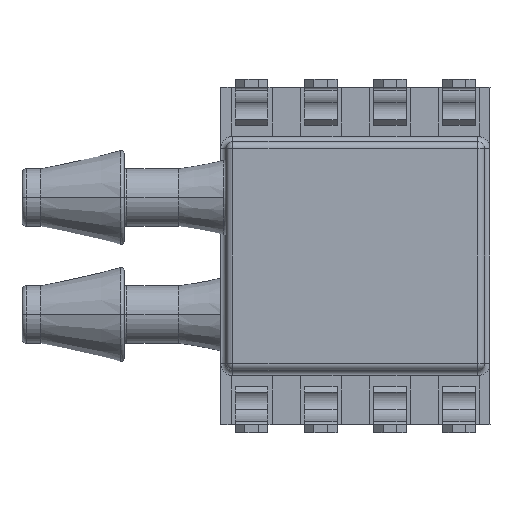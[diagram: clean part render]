
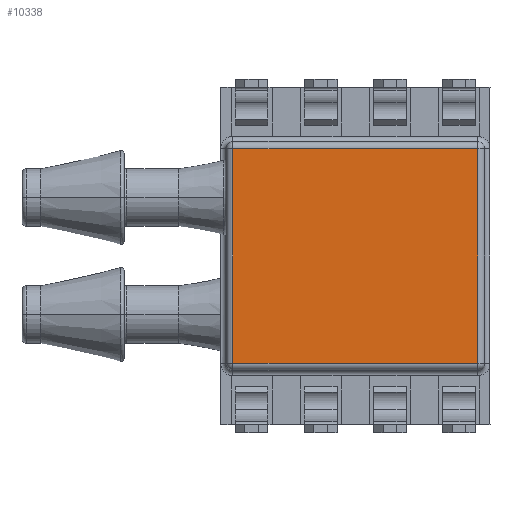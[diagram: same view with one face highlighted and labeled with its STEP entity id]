
A CAD part, front view. The second image highlights one B-rep face of the part: STEP entity #10338.
In plain terms, the highlighted planar face has unit normal (0, -1, 0).
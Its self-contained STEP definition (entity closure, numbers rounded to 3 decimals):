
#1773=DIRECTION('',(1.,0.,0.));
#1774=VECTOR('',#1773,9.);
#1775=CARTESIAN_POINT('',(-4.5,1.8,3.95));
#1776=LINE('',#1775,#1774);
#1780=DIRECTION('',(0.,0.,-1.));
#1781=VECTOR('',#1780,7.9);
#1782=CARTESIAN_POINT('',(4.5,1.8,3.95));
#1783=LINE('',#1782,#1781);
#1787=DIRECTION('',(-1.,0.,0.));
#1788=VECTOR('',#1787,9.);
#1789=CARTESIAN_POINT('',(4.5,1.8,-3.95));
#1790=LINE('',#1789,#1788);
#1794=DIRECTION('',(0.,0.,-1.));
#1795=VECTOR('',#1794,7.9);
#1796=CARTESIAN_POINT('',(-4.5,1.8,3.95));
#1797=LINE('',#1796,#1795);
#7541=CARTESIAN_POINT('',(-4.5,1.8,3.95));
#7542=CARTESIAN_POINT('',(4.5,1.8,3.95));
#7543=VERTEX_POINT('',#7541);
#7544=VERTEX_POINT('',#7542);
#7553=CARTESIAN_POINT('',(4.5,1.8,-3.95));
#7554=VERTEX_POINT('',#7553);
#7559=CARTESIAN_POINT('',(-4.5,1.8,-3.95));
#7560=VERTEX_POINT('',#7559);
#10324=CARTESIAN_POINT('',(-4.75,1.8,-4.2));
#10325=DIRECTION('',(0.,-1.,0.));
#10326=DIRECTION('',(1.,0.,0.));
#10327=AXIS2_PLACEMENT_3D('',#10324,#10325,#10326);
#10328=PLANE('',#10327);
#10330=ORIENTED_EDGE('',*,*,#10329,.T.);
#10332=ORIENTED_EDGE('',*,*,#10331,.T.);
#10334=ORIENTED_EDGE('',*,*,#10333,.T.);
#10335=ORIENTED_EDGE('',*,*,#10315,.F.);
#10336=EDGE_LOOP('',(#10330,#10332,#10334,#10335));
#10337=FACE_OUTER_BOUND('',#10336,.F.);
#10338=ADVANCED_FACE('',(#10337),#10328,.T.);
#10315=EDGE_CURVE('',#7543,#7560,#1797,.T.);
#10329=EDGE_CURVE('',#7543,#7544,#1776,.T.);
#10331=EDGE_CURVE('',#7544,#7554,#1783,.T.);
#10333=EDGE_CURVE('',#7554,#7560,#1790,.T.);
